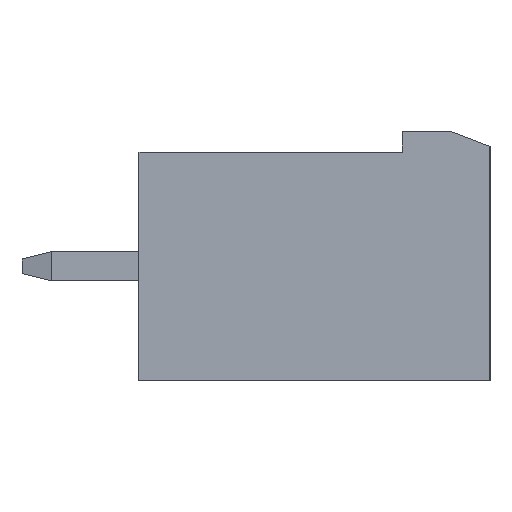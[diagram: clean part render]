
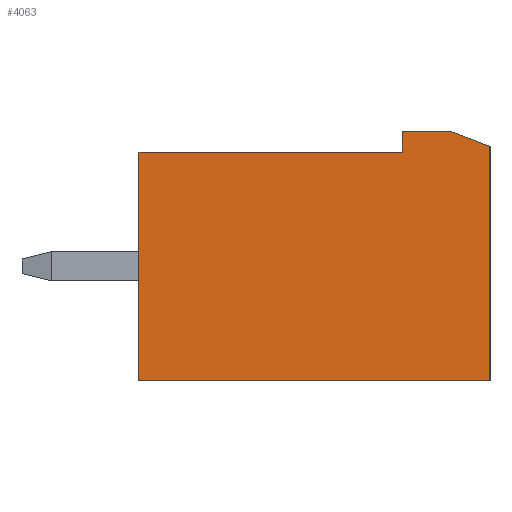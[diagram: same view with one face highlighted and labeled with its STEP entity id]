
A CAD part, left-side view. The second image highlights one B-rep face of the part: STEP entity #4063.
In plain terms, the highlighted planar face has unit normal (-1, 0, 0).
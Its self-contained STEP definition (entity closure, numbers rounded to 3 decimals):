
#16=DIRECTION('',(0.,1.,0.));
#17=VECTOR('',#16,12.);
#18=CARTESIAN_POINT('',(-0.8,0.,-3.9));
#19=LINE('',#18,#17);
#20=DIRECTION('',(0.,0.,1.));
#21=VECTOR('',#20,7.8);
#22=CARTESIAN_POINT('',(-0.8,12.,-3.9));
#23=LINE('',#22,#21);
#24=DIRECTION('',(0.,1.,0.));
#25=VECTOR('',#24,9.);
#26=CARTESIAN_POINT('',(-0.8,3.,3.9));
#27=LINE('',#26,#25);
#28=DIRECTION('',(0.,0.,-1.));
#29=VECTOR('',#28,0.7);
#30=CARTESIAN_POINT('',(-0.8,3.,4.6));
#31=LINE('',#30,#29);
#32=DIRECTION('',(0.,-1.,0.));
#33=VECTOR('',#32,1.7);
#34=CARTESIAN_POINT('',(-0.8,3.,4.6));
#35=LINE('',#34,#33);
#36=DIRECTION('',(0.,0.933,0.359));
#37=VECTOR('',#36,1.393);
#38=CARTESIAN_POINT('',(-0.8,0.,4.1));
#39=LINE('',#38,#37);
#40=DIRECTION('',(0.,0.,-1.));
#41=VECTOR('',#40,8.);
#42=CARTESIAN_POINT('',(-0.8,0.,4.1));
#43=LINE('',#42,#41);
#3554=CARTESIAN_POINT('',(-0.8,0.,-3.9));
#3555=CARTESIAN_POINT('',(-0.8,12.,-3.9));
#3556=VERTEX_POINT('',#3554);
#3557=VERTEX_POINT('',#3555);
#3558=CARTESIAN_POINT('',(-0.8,12.,3.9));
#3559=VERTEX_POINT('',#3558);
#3560=CARTESIAN_POINT('',(-0.8,3.,4.6));
#3561=CARTESIAN_POINT('',(-0.8,1.3,4.6));
#3562=VERTEX_POINT('',#3560);
#3563=VERTEX_POINT('',#3561);
#3564=CARTESIAN_POINT('',(-0.8,0.,4.1));
#3565=VERTEX_POINT('',#3564);
#3566=CARTESIAN_POINT('',(-0.8,3.,3.9));
#3567=VERTEX_POINT('',#3566);
#4042=CARTESIAN_POINT('',(-0.8,16.849,-12.15));
#4043=DIRECTION('',(-1.,0.,0.));
#4044=DIRECTION('',(0.,-1.,0.));
#4045=AXIS2_PLACEMENT_3D('',#4042,#4043,#4044);
#4046=PLANE('',#4045);
#4048=ORIENTED_EDGE('',*,*,#4047,.T.);
#4050=ORIENTED_EDGE('',*,*,#4049,.T.);
#4052=ORIENTED_EDGE('',*,*,#4051,.F.);
#4054=ORIENTED_EDGE('',*,*,#4053,.F.);
#4056=ORIENTED_EDGE('',*,*,#4055,.T.);
#4058=ORIENTED_EDGE('',*,*,#4057,.F.);
#4060=ORIENTED_EDGE('',*,*,#4059,.T.);
#4061=EDGE_LOOP('',(#4048,#4050,#4052,#4054,#4056,#4058,#4060));
#4062=FACE_OUTER_BOUND('',#4061,.F.);
#4063=ADVANCED_FACE('',(#4062),#4046,.T.);
#4047=EDGE_CURVE('',#3556,#3557,#19,.T.);
#4049=EDGE_CURVE('',#3557,#3559,#23,.T.);
#4051=EDGE_CURVE('',#3567,#3559,#27,.T.);
#4053=EDGE_CURVE('',#3562,#3567,#31,.T.);
#4055=EDGE_CURVE('',#3562,#3563,#35,.T.);
#4057=EDGE_CURVE('',#3565,#3563,#39,.T.);
#4059=EDGE_CURVE('',#3565,#3556,#43,.T.);
